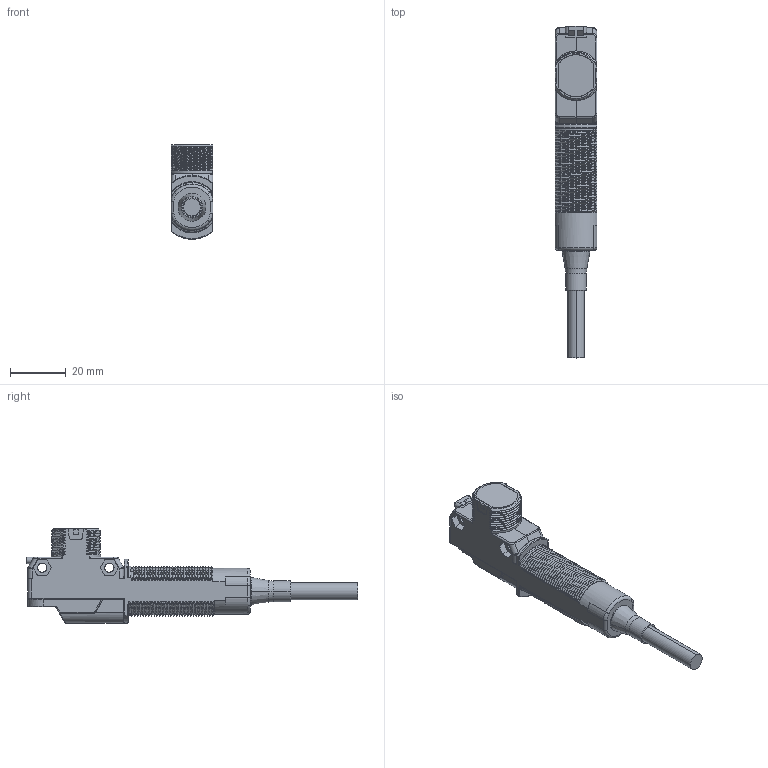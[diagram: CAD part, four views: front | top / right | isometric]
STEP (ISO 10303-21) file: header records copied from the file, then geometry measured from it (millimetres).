
FILE_DESCRIPTION((''),'2;1');
FILE_NAME('137347_SM01_ASM','2022-11-23T11:48:38',('PDMAdmin'),('BANNER ENGINEERING'),'CREO PARAMETRIC BY PTC INC, 2019292','CREO PARAMETRIC BY PTC INC, 2019292','');
FILE_SCHEMA(('CONFIG_CONTROL_DESIGN'));
Products named in the file (3): 137347_EP01; CABLE_240; 137347_SM01_ASM
Assembly tree (2 placements, depth 2):
  137347_SM01_ASM
    137347_EP01
    CABLE_240
Bounding box: 15 x 119.15 x 33.95 mm (x, y, z)
Volume: 22843.8 mm3; surface area: 8612.9 mm2
Topology: 2 solids, 2 shells, 654 faces, 1719 edges, 1076 vertices
Faces by surface type: bspline 304, cylinder 138, plane 135, torus 31, sphere 22, cone 22, extrusion 2
Entity records: 31329 total; most frequent: CARTESIAN_POINT 17392, ORIENTED_EDGE 3434, DIRECTION 1977, EDGE_CURVE 1717, VERTEX_POINT 1076, B_SPLINE_CURVE_WITH_KNOTS 748, VECTOR 675, LINE 673
